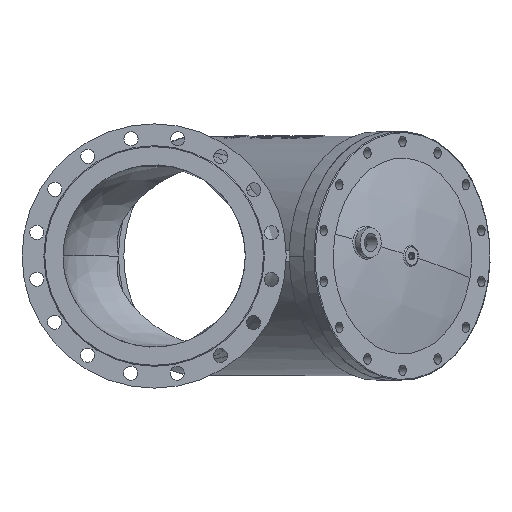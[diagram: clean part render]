
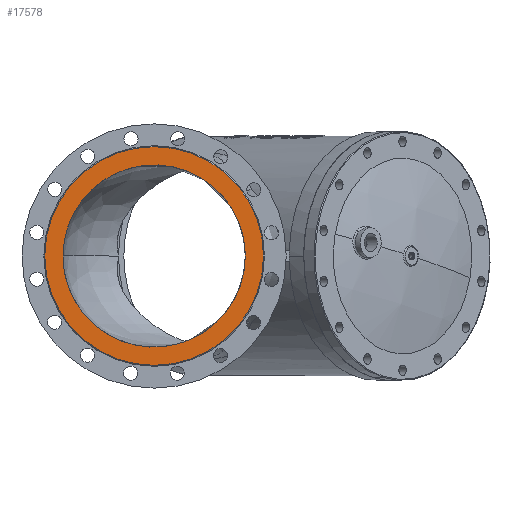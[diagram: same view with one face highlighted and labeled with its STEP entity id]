
A CAD part, left-side view. The second image highlights one B-rep face of the part: STEP entity #17578.
In plain terms, the highlighted planar face has unit normal (-1, 0, 0).
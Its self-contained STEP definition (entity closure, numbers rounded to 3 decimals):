
#32 = CARTESIAN_POINT ( 'NONE',  ( -550., -199.611, -15.273 ) ) ;
#2306 = CARTESIAN_POINT ( 'NONE',  ( -550., 0., 0. ) ) ;
#2312 = ORIENTED_EDGE ( 'NONE', *, *, #41445, .T. ) ;
#2450 = CARTESIAN_POINT ( 'NONE',  ( -550., 200., 6.544 ) ) ;
#3036 = CARTESIAN_POINT ( 'NONE',  ( -550., -200., 0. ) ) ;
#3104 = ORIENTED_EDGE ( 'NONE', *, *, #56339, .T. ) ;
#3890 = CARTESIAN_POINT ( 'NONE',  ( -550., 199.493, -17.447 ) ) ;
#4376 = CARTESIAN_POINT ( 'NONE',  ( -550., 0., 0. ) ) ;
#5043 = CARTESIAN_POINT ( 'NONE',  ( -550., 21.897, -199.582 ) ) ;
#6001 = VERTEX_POINT ( 'NONE', #57483 ) ;
#6892 = CARTESIAN_POINT ( 'NONE',  ( -550., 142.333, 142.333 ) ) ;
#7188 = CARTESIAN_POINT ( 'NONE',  ( -550., -142.333, 142.333 ) ) ;
#7282 = CARTESIAN_POINT ( 'NONE',  ( -550., -200., 0. ) ) ;
#7481 = CARTESIAN_POINT ( 'NONE',  ( -550., -199.357, 19.635 ) ) ;
#9076 = AXIS2_PLACEMENT_3D ( 'NONE', #2306, #37563, #56822 ) ;
#9490 = CARTESIAN_POINT ( 'NONE',  ( -550., 103.417, -171.717 ) ) ;
#10282 = DIRECTION ( 'NONE',  ( 0., 0., -1. ) ) ;
#11029 = B_SPLINE_CURVE_WITH_KNOTS ( 'NONE', 3,
 ( #51937, #2450, #29417, #43330, #21100, #47490, #34153, #52235, #6892, #43039, #20511, #16666, #29715, #38882, #52528, #47785, #7188, #25263, #56967, #48076, #16371, #34444, #7481, #34738, #3036 ),
 .UNSPECIFIED., .F., .F.,
 ( 4, 1, 1, 1, 1, 1, 1, 1, 1, 1, 1, 1, 1, 1, 1, 1, 1, 1, 1, 1, 1, 1, 4 ),
 ( 0., 0.016, 0.031, 0.047, 0.063, 0.078, 0.094, 0.125, 0.156, 0.188, 0.219, 0.25, 0.281, 0.313, 0.344, 0.375, 0.406, 0.422, 0.438, 0.453, 0.469, 0.484, 0.5 ),
 .UNSPECIFIED. ) ;
#12444 = AXIS2_PLACEMENT_3D ( 'NONE', #4376, #18579, #13564 ) ;
#12776 = CARTESIAN_POINT ( 'NONE',  ( -550., -145.024, -138.854 ) ) ;
#13363 = CARTESIAN_POINT ( 'NONE',  ( -550., -96.551, -176.04 ) ) ;
#13564 = DIRECTION ( 'NONE',  ( 0., 0., 1. ) ) ;
#13653 = CARTESIAN_POINT ( 'NONE',  ( -550., 188.187, -68.464 ) ) ;
#15050 = VERTEX_POINT ( 'NONE', #31224 ) ;
#16371 = CARTESIAN_POINT ( 'NONE',  ( -550., -191.696, 58.15 ) ) ;
#16666 = CARTESIAN_POINT ( 'NONE',  ( -550., 39.27, 197.422 ) ) ;
#17578 = ADVANCED_FACE ( 'NONE', ( #45564, #23034 ), #50601, .F. ) ;
#17804 = CARTESIAN_POINT ( 'NONE',  ( -550., 132.037, -150.48 ) ) ;
#18088 = CARTESIAN_POINT ( 'NONE',  ( -550., -8.723, -200.59 ) ) ;
#18579 = DIRECTION ( 'NONE',  ( -1., 0., 0. ) ) ;
#19171 = DIRECTION ( 'NONE',  ( 1., 0., 0. ) ) ;
#20511 = CARTESIAN_POINT ( 'NONE',  ( -550., 77.03, 185.967 ) ) ;
#21100 = CARTESIAN_POINT ( 'NONE',  ( -550., 191.696, 58.15 ) ) ;
#21957 = CARTESIAN_POINT ( 'NONE',  ( -550., 52.006, -193.927 ) ) ;
#22242 = CARTESIAN_POINT ( 'NONE',  ( -550., 200., 0. ) ) ;
#22533 = CARTESIAN_POINT ( 'NONE',  ( -550., 80.905, -183.757 ) ) ;
#23034 = FACE_OUTER_BOUND ( 'NONE', #41936, .T. ) ;
#23115 = CARTESIAN_POINT ( 'NONE',  ( -550., 164.066, -114.821 ) ) ;
#23619 = CARTESIAN_POINT ( 'NONE',  ( -550., 0., 0. ) ) ;
#25263 = CARTESIAN_POINT ( 'NONE',  ( -550., -163.194, 116.914 ) ) ;
#25868 = EDGE_CURVE ( 'NONE', #53476, #6001, #56517, .T. ) ;
#26698 = CARTESIAN_POINT ( 'NONE',  ( -550., -68.644, -188.68 ) ) ;
#27275 = CARTESIAN_POINT ( 'NONE',  ( -550., -122.21, -159.302 ) ) ;
#28508 = CIRCLE ( 'NONE', #12444, 240. ) ;
#29417 = CARTESIAN_POINT ( 'NONE',  ( -550., 199.358, 19.635 ) ) ;
#29715 = CARTESIAN_POINT ( 'NONE',  ( -550., 0., 201.29 ) ) ;
#30836 = CIRCLE ( 'NONE', #9076, 240. ) ;
#31151 = CARTESIAN_POINT ( 'NONE',  ( -550., -194.963, -45.464 ) ) ;
#31163 = VERTEX_POINT ( 'NONE', #41732 ) ;
#31224 = CARTESIAN_POINT ( 'NONE',  ( -550., 0., 240. ) ) ;
#31445 = CARTESIAN_POINT ( 'NONE',  ( -550., -39.139, -196.928 ) ) ;
#31729 = CARTESIAN_POINT ( 'NONE',  ( -550., 193.436, -51.809 ) ) ;
#34153 = CARTESIAN_POINT ( 'NONE',  ( -550., 176.667, 94.431 ) ) ;
#34444 = CARTESIAN_POINT ( 'NONE',  ( -550., -196.472, 39.081 ) ) ;
#34738 = CARTESIAN_POINT ( 'NONE',  ( -550., -200., 6.545 ) ) ;
#36904 = EDGE_LOOP ( 'NONE', ( #2312, #51211 ) ) ;
#37563 = DIRECTION ( 'NONE',  ( -1., 0., 0. ) ) ;
#38882 = CARTESIAN_POINT ( 'NONE',  ( -550., -39.27, 197.422 ) ) ;
#40039 = CARTESIAN_POINT ( 'NONE',  ( -550., -200., 0. ) ) ;
#40859 = EDGE_CURVE ( 'NONE', #31163, #15050, #30836, .T. ) ;
#41193 = CARTESIAN_POINT ( 'NONE',  ( -550., 153.883, -128.1 ) ) ;
#41445 = EDGE_CURVE ( 'NONE', #6001, #53476, #11029, .T. ) ;
#41732 = CARTESIAN_POINT ( 'NONE',  ( -550., 0., -240. ) ) ;
#41936 = EDGE_LOOP ( 'NONE', ( #56926, #3104 ) ) ;
#43039 = CARTESIAN_POINT ( 'NONE',  ( -550., 111.83, 167.366 ) ) ;
#43330 = CARTESIAN_POINT ( 'NONE',  ( -550., 196.472, 39.081 ) ) ;
#44773 = CARTESIAN_POINT ( 'NONE',  ( -550., -197.864, -30.458 ) ) ;
#45061 = CARTESIAN_POINT ( 'NONE',  ( -550., -180.069, -88.812 ) ) ;
#45564 = FACE_BOUND ( 'NONE', #36904, .T. ) ;
#45648 = CARTESIAN_POINT ( 'NONE',  ( -550., -164.461, -115.174 ) ) ;
#47490 = CARTESIAN_POINT ( 'NONE',  ( -550., 185.073, 76.66 ) ) ;
#47785 = CARTESIAN_POINT ( 'NONE',  ( -550., -111.83, 167.366 ) ) ;
#48076 = CARTESIAN_POINT ( 'NONE',  ( -550., -185.073, 76.66 ) ) ;
#48933 = CARTESIAN_POINT ( 'NONE',  ( -550., 200., -5.816 ) ) ;
#49224 = CARTESIAN_POINT ( 'NONE',  ( -550., 120.171, -160.114 ) ) ;
#49511 = CARTESIAN_POINT ( 'NONE',  ( -550., 197.214, -34.76 ) ) ;
#49802 = CARTESIAN_POINT ( 'NONE',  ( -550., -200., -5.091 ) ) ;
#50601 = PLANE ( 'NONE',  #50722 ) ;
#50722 = AXIS2_PLACEMENT_3D ( 'NONE', #23619, #19171, #10282 ) ;
#51211 = ORIENTED_EDGE ( 'NONE', *, *, #25868, .T. ) ;
#51937 = CARTESIAN_POINT ( 'NONE',  ( -550., 200., 0. ) ) ;
#52235 = CARTESIAN_POINT ( 'NONE',  ( -550., 163.194, 116.914 ) ) ;
#52528 = CARTESIAN_POINT ( 'NONE',  ( -550., -77.03, 185.967 ) ) ;
#53382 = CARTESIAN_POINT ( 'NONE',  ( -550., 143.133, -139.967 ) ) ;
#53476 = VERTEX_POINT ( 'NONE', #7282 ) ;
#53964 = CARTESIAN_POINT ( 'NONE',  ( -550., -189.582, -65.12 ) ) ;
#54252 = CARTESIAN_POINT ( 'NONE',  ( -550., 181.506, -84.599 ) ) ;
#56339 = EDGE_CURVE ( 'NONE', #15050, #31163, #28508, .T. ) ;
#56517 = B_SPLINE_CURVE_WITH_KNOTS ( 'NONE', 3,
 ( #40039, #49802, #32, #44773, #31151, #53964, #45061, #45648, #12776, #27275, #13363, #26698, #31445, #18088, #5043, #21957, #22533, #9490, #49224, #17804, #53382, #41193, #23115, #58119, #54252, #13653, #31729, #49511, #3890, #48933, #22242 ),
 .UNSPECIFIED., .F., .F.,
 ( 4, 1, 1, 1, 1, 1, 1, 1, 1, 1, 1, 1, 1, 1, 1, 1, 1, 1, 1, 1, 1, 1, 1, 1, 1, 1, 1, 1, 4 ),
 ( 0.5, 0.512, 0.524, 0.536, 0.549, 0.573, 0.597, 0.622, 0.646, 0.67, 0.694, 0.719, 0.743, 0.767, 0.792, 0.816, 0.84, 0.852, 0.865, 0.877, 0.889, 0.903, 0.917, 0.931, 0.944, 0.958, 0.972, 0.986, 1. ),
 .UNSPECIFIED. ) ;
#56822 = DIRECTION ( 'NONE',  ( 0., 0., 1. ) ) ;
#56926 = ORIENTED_EDGE ( 'NONE', *, *, #40859, .T. ) ;
#56967 = CARTESIAN_POINT ( 'NONE',  ( -550., -176.667, 94.431 ) ) ;
#57483 = CARTESIAN_POINT ( 'NONE',  ( -550., 200., 0. ) ) ;
#58119 = CARTESIAN_POINT ( 'NONE',  ( -550., 173.446, -100.09 ) ) ;
